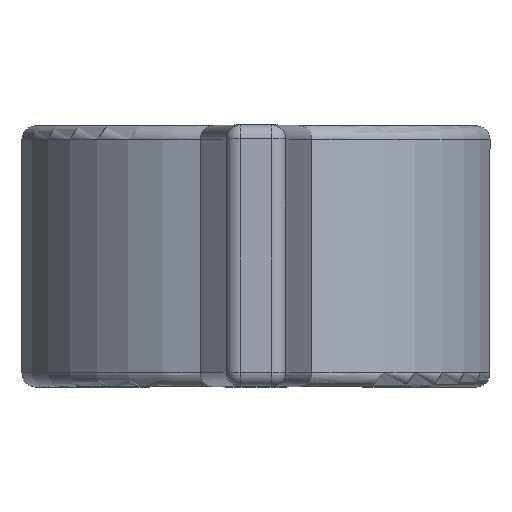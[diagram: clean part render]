
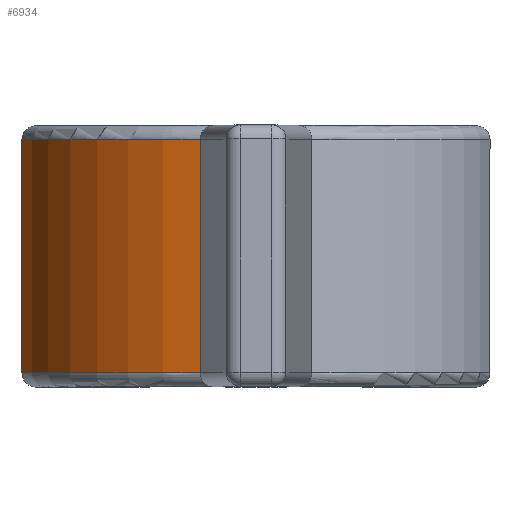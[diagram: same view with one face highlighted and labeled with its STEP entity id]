
A CAD part, top view. The second image highlights one B-rep face of the part: STEP entity #6934.
In plain terms, the highlighted cylindrical face has radius 8.43 mm (diameter 16.86 mm), a partial arc.
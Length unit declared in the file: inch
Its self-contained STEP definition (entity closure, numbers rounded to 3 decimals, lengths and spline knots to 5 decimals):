
#163=CYLINDRICAL_SURFACE('',#7631,0.33189);
#442=CIRCLE('',#7591,0.33189);
#462=CIRCLE('',#7626,0.33189);
#844=FACE_OUTER_BOUND('',#1265,.T.);
#1265=EDGE_LOOP('',(#6080,#6081,#6082,#6083));
#1958=LINE('',#11752,#2653);
#1959=LINE('',#11754,#2654);
#2653=VECTOR('',#9550,0.3937);
#2654=VECTOR('',#9553,0.3937);
#3251=VERTEX_POINT('',#11602);
#3254=VERTEX_POINT('',#11607);
#3273=VERTEX_POINT('',#11708);
#3278=VERTEX_POINT('',#11737);
#4186=EDGE_CURVE('',#3254,#3251,#442,.T.);
#4225=EDGE_CURVE('',#3278,#3273,#462,.T.);
#4232=EDGE_CURVE('',#3254,#3273,#1958,.T.);
#4233=EDGE_CURVE('',#3251,#3278,#1959,.T.);
#6080=ORIENTED_EDGE('',*,*,#4186,.F.);
#6081=ORIENTED_EDGE('',*,*,#4232,.T.);
#6082=ORIENTED_EDGE('',*,*,#4225,.F.);
#6083=ORIENTED_EDGE('',*,*,#4233,.F.);
#6934=ADVANCED_FACE('',(#844),#163,.T.);
#7591=AXIS2_PLACEMENT_3D('',#11622,#9450,#9451);
#7626=AXIS2_PLACEMENT_3D('',#11739,#9536,#9537);
#7631=AXIS2_PLACEMENT_3D('',#11753,#9551,#9552);
#9450=DIRECTION('center_axis',(0.,-1.,0.));
#9451=DIRECTION('ref_axis',(-0.729,0.,0.685));
#9536=DIRECTION('center_axis',(0.,1.,0.));
#9537=DIRECTION('ref_axis',(-0.729,0.,0.685));
#9550=DIRECTION('',(0.,1.,0.));
#9551=DIRECTION('center_axis',(0.,1.,0.));
#9552=DIRECTION('ref_axis',(-0.985,0.,0.174));
#9553=DIRECTION('',(0.,1.,0.));
#11602=CARTESIAN_POINT('',(-0.32685,-0.1628,0.54818));
#11607=CARTESIAN_POINT('',(-0.078,-0.1628,0.81314));
#11622=CARTESIAN_POINT('Origin',(0.,-0.1628,
0.49055));
#11708=CARTESIAN_POINT('',(-0.078,0.1628,0.81314));
#11737=CARTESIAN_POINT('',(-0.32685,0.1628,0.54818));
#11739=CARTESIAN_POINT('Origin',(0.,0.1628,
0.49055));
#11752=CARTESIAN_POINT('',(-0.078,-0.18248,0.81314));
#11753=CARTESIAN_POINT('Origin',(0.,-0.18248,
0.49055));
#11754=CARTESIAN_POINT('',(-0.32685,-0.18248,0.54818));
